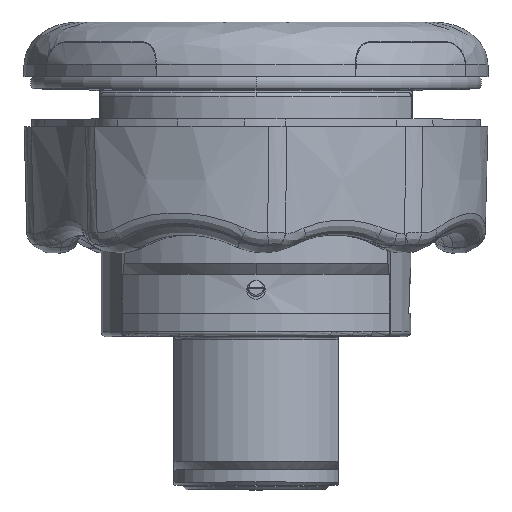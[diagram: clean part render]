
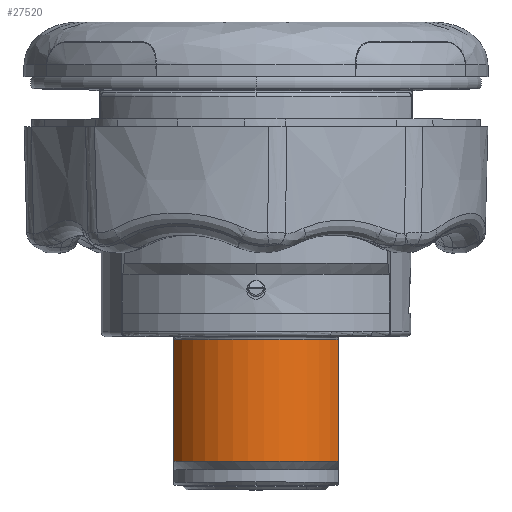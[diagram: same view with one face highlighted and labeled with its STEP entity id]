
A CAD part, top view. The second image highlights one B-rep face of the part: STEP entity #27520.
In plain terms, the highlighted cylindrical face has radius 6 mm (diameter 12 mm), a partial arc.
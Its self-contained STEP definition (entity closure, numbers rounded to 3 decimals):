
#1109 = EDGE_CURVE ( 'NONE', #5099, #21457, #22961, .T. ) ;
#1586 = AXIS2_PLACEMENT_3D ( 'NONE', #15594, #27450, #17739 ) ;
#1732 = LINE ( 'NONE', #11038, #35362 ) ;
#1812 = AXIS2_PLACEMENT_3D ( 'NONE', #3534, #4108, #27261 ) ;
#2777 = CARTESIAN_POINT ( 'NONE',  ( 5.3, -12.05, 2.812 ) ) ;
#3534 = CARTESIAN_POINT ( 'NONE',  ( 0., 7.8, 0. ) ) ;
#3627 = VECTOR ( 'NONE', #14036, 1000. ) ;
#4108 = DIRECTION ( 'NONE',  ( 0., 1., 0. ) ) ;
#5099 = VERTEX_POINT ( 'NONE', #2777 ) ;
#6633 = CYLINDRICAL_SURFACE ( 'NONE', #1812, 6. ) ;
#7273 = VERTEX_POINT ( 'NONE', #13887 ) ;
#7850 = ORIENTED_EDGE ( 'NONE', *, *, #1109, .T. ) ;
#8305 = AXIS2_PLACEMENT_3D ( 'NONE', #18953, #24961, #16230 ) ;
#8757 = EDGE_CURVE ( 'NONE', #7273, #5099, #25043, .T. ) ;
#10328 = CARTESIAN_POINT ( 'NONE',  ( -5.3, -4.2, 2.812 ) ) ;
#11038 = CARTESIAN_POINT ( 'NONE',  ( -5.3, 7.8, 2.812 ) ) ;
#12457 = EDGE_LOOP ( 'NONE', ( #27745, #15519, #29256, #7850 ) ) ;
#13887 = CARTESIAN_POINT ( 'NONE',  ( -5.3, -12.05, 2.812 ) ) ;
#14036 = DIRECTION ( 'NONE',  ( 0., 1., 0. ) ) ;
#15519 = ORIENTED_EDGE ( 'NONE', *, *, #37006, .T. ) ;
#15594 = CARTESIAN_POINT ( 'NONE',  ( 0., -4.2, 0. ) ) ;
#16230 = DIRECTION ( 'NONE',  ( 0., 0., -1. ) ) ;
#17739 = DIRECTION ( 'NONE',  ( 0., 0., -1. ) ) ;
#18953 = CARTESIAN_POINT ( 'NONE',  ( 0., -12.05, 0. ) ) ;
#19315 = CARTESIAN_POINT ( 'NONE',  ( 5.3, -4.2, 2.812 ) ) ;
#21457 = VERTEX_POINT ( 'NONE', #19315 ) ;
#21650 = EDGE_CURVE ( 'NONE', #25596, #21457, #24537, .T. ) ;
#22961 = LINE ( 'NONE', #29588, #3627 ) ;
#24326 = FACE_OUTER_BOUND ( 'NONE', #12457, .T. ) ;
#24537 = CIRCLE ( 'NONE', #1586, 6. ) ;
#24961 = DIRECTION ( 'NONE',  ( 0., 1., 0. ) ) ;
#25043 = CIRCLE ( 'NONE', #8305, 6. ) ;
#25596 = VERTEX_POINT ( 'NONE', #10328 ) ;
#25617 = DIRECTION ( 'NONE',  ( 0., -1., 0. ) ) ;
#27261 = DIRECTION ( 'NONE',  ( 0., 0., -1. ) ) ;
#27450 = DIRECTION ( 'NONE',  ( 0., 1., 0. ) ) ;
#27520 = ADVANCED_FACE ( 'NONE', ( #24326 ), #6633, .T. ) ;
#27745 = ORIENTED_EDGE ( 'NONE', *, *, #21650, .F. ) ;
#29256 = ORIENTED_EDGE ( 'NONE', *, *, #8757, .T. ) ;
#29588 = CARTESIAN_POINT ( 'NONE',  ( 5.3, 7.8, 2.812 ) ) ;
#35362 = VECTOR ( 'NONE', #25617, 1000. ) ;
#37006 = EDGE_CURVE ( 'NONE', #25596, #7273, #1732, .T. ) ;
